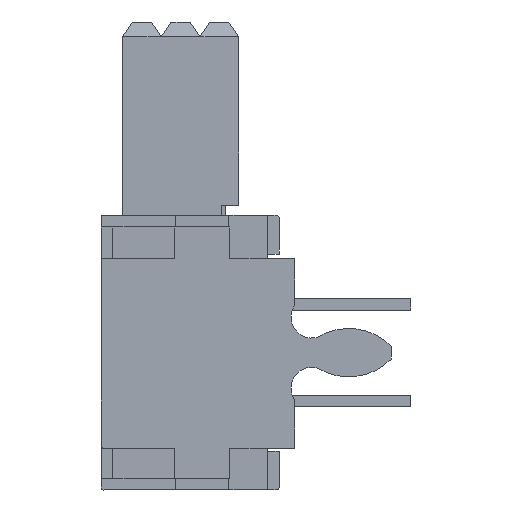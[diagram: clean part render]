
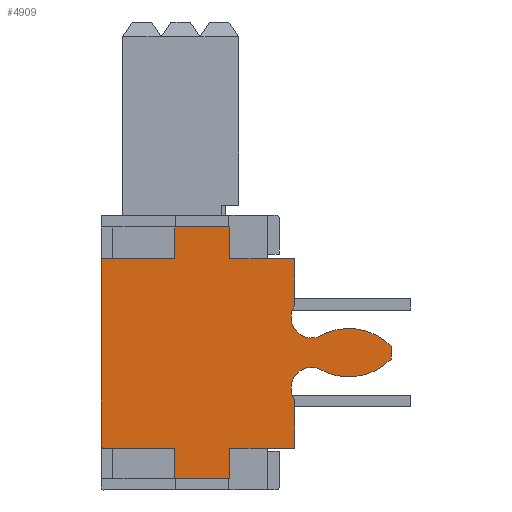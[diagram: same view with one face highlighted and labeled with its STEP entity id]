
A CAD part, left-side view. The second image highlights one B-rep face of the part: STEP entity #4909.
In plain terms, the highlighted face is planar.
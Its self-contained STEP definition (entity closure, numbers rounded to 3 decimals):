
#57=CIRCLE('',#5187,0.538);
#58=CIRCLE('',#5189,0.538);
#59=CIRCLE('',#5191,1.556);
#60=CIRCLE('',#5192,1.556);
#61=CIRCLE('',#5193,0.05);
#62=CIRCLE('',#5194,0.05);
#233=FACE_OUTER_BOUND('',#501,.T.);
#501=EDGE_LOOP('',(#3807,#3808,#3809,#3810,#3811,#3812,#3813,#3814,#3815,
#3816,#3817,#3818,#3819,#3820,#3821,#3822,#3823,#3824,#3825,#3826,#3827,
#3828));
#738=LINE('',#6836,#1406);
#841=LINE('',#7051,#1509);
#1051=LINE('',#7490,#1719);
#1052=LINE('',#7494,#1720);
#1053=LINE('',#7497,#1721);
#1054=LINE('',#7499,#1722);
#1055=LINE('',#7501,#1723);
#1056=LINE('',#7503,#1724);
#1057=LINE('',#7505,#1725);
#1058=LINE('',#7507,#1726);
#1059=LINE('',#7509,#1727);
#1060=LINE('',#7514,#1728);
#1061=LINE('',#7516,#1729);
#1062=LINE('',#7518,#1730);
#1063=LINE('',#7520,#1731);
#1064=LINE('',#7521,#1732);
#1406=VECTOR('',#5550,1000.);
#1509=VECTOR('',#5675,1000.);
#1719=VECTOR('',#6069,1000.);
#1720=VECTOR('',#6072,1000.);
#1721=VECTOR('',#6075,1000.);
#1722=VECTOR('',#6076,1000.);
#1723=VECTOR('',#6077,1000.);
#1724=VECTOR('',#6078,1000.);
#1725=VECTOR('',#6079,1000.);
#1726=VECTOR('',#6080,1000.);
#1727=VECTOR('',#6081,1000.);
#1728=VECTOR('',#6086,1000.);
#1729=VECTOR('',#6087,1000.);
#1730=VECTOR('',#6088,1000.);
#1731=VECTOR('',#6089,1000.);
#1732=VECTOR('',#6090,1000.);
#2029=VERTEX_POINT('',#6833);
#2030=VERTEX_POINT('',#6835);
#2129=VERTEX_POINT('',#7047);
#2131=VERTEX_POINT('',#7050);
#2265=VERTEX_POINT('',#7478);
#2266=VERTEX_POINT('',#7479);
#2267=VERTEX_POINT('',#7484);
#2268=VERTEX_POINT('',#7485);
#2269=VERTEX_POINT('',#7491);
#2270=VERTEX_POINT('',#7493);
#2271=VERTEX_POINT('',#7496);
#2272=VERTEX_POINT('',#7498);
#2273=VERTEX_POINT('',#7500);
#2274=VERTEX_POINT('',#7502);
#2275=VERTEX_POINT('',#7504);
#2276=VERTEX_POINT('',#7506);
#2277=VERTEX_POINT('',#7508);
#2278=VERTEX_POINT('',#7511);
#2279=VERTEX_POINT('',#7513);
#2280=VERTEX_POINT('',#7515);
#2281=VERTEX_POINT('',#7517);
#2282=VERTEX_POINT('',#7519);
#2524=EDGE_CURVE('',#2029,#2030,#738,.T.);
#2631=EDGE_CURVE('',#2129,#2131,#841,.T.);
#2837=EDGE_CURVE('',#2265,#2266,#57,.T.);
#2840=EDGE_CURVE('',#2267,#2268,#58,.T.);
#2843=EDGE_CURVE('',#2266,#2029,#1051,.T.);
#2844=EDGE_CURVE('',#2269,#2265,#59,.T.);
#2845=EDGE_CURVE('',#2270,#2269,#1052,.T.);
#2846=EDGE_CURVE('',#2268,#2270,#60,.T.);
#2847=EDGE_CURVE('',#2271,#2267,#1053,.T.);
#2848=EDGE_CURVE('',#2272,#2271,#1054,.T.);
#2849=EDGE_CURVE('',#2273,#2272,#1055,.T.);
#2850=EDGE_CURVE('',#2274,#2273,#1056,.T.);
#2851=EDGE_CURVE('',#2275,#2274,#1057,.T.);
#2852=EDGE_CURVE('',#2276,#2275,#1058,.T.);
#2853=EDGE_CURVE('',#2277,#2276,#1059,.T.);
#2854=EDGE_CURVE('',#2131,#2277,#61,.T.);
#2855=EDGE_CURVE('',#2278,#2129,#62,.T.);
#2856=EDGE_CURVE('',#2279,#2278,#1060,.T.);
#2857=EDGE_CURVE('',#2280,#2279,#1061,.T.);
#2858=EDGE_CURVE('',#2281,#2280,#1062,.T.);
#2859=EDGE_CURVE('',#2282,#2281,#1063,.T.);
#2860=EDGE_CURVE('',#2030,#2282,#1064,.T.);
#3807=ORIENTED_EDGE('',*,*,#2524,.F.);
#3808=ORIENTED_EDGE('',*,*,#2843,.F.);
#3809=ORIENTED_EDGE('',*,*,#2837,.F.);
#3810=ORIENTED_EDGE('',*,*,#2844,.F.);
#3811=ORIENTED_EDGE('',*,*,#2845,.F.);
#3812=ORIENTED_EDGE('',*,*,#2846,.F.);
#3813=ORIENTED_EDGE('',*,*,#2840,.F.);
#3814=ORIENTED_EDGE('',*,*,#2847,.F.);
#3815=ORIENTED_EDGE('',*,*,#2848,.F.);
#3816=ORIENTED_EDGE('',*,*,#2849,.F.);
#3817=ORIENTED_EDGE('',*,*,#2850,.F.);
#3818=ORIENTED_EDGE('',*,*,#2851,.F.);
#3819=ORIENTED_EDGE('',*,*,#2852,.F.);
#3820=ORIENTED_EDGE('',*,*,#2853,.F.);
#3821=ORIENTED_EDGE('',*,*,#2854,.F.);
#3822=ORIENTED_EDGE('',*,*,#2631,.F.);
#3823=ORIENTED_EDGE('',*,*,#2855,.F.);
#3824=ORIENTED_EDGE('',*,*,#2856,.F.);
#3825=ORIENTED_EDGE('',*,*,#2857,.F.);
#3826=ORIENTED_EDGE('',*,*,#2858,.F.);
#3827=ORIENTED_EDGE('',*,*,#2859,.F.);
#3828=ORIENTED_EDGE('',*,*,#2860,.F.);
#4665=PLANE('',#5190);
#4909=ADVANCED_FACE('',(#233),#4665,.F.);
#5187=AXIS2_PLACEMENT_3D('',#7480,#6057,#6058);
#5189=AXIS2_PLACEMENT_3D('',#7486,#6063,#6064);
#5190=AXIS2_PLACEMENT_3D('',#7489,#6067,#6068);
#5191=AXIS2_PLACEMENT_3D('',#7492,#6070,#6071);
#5192=AXIS2_PLACEMENT_3D('',#7495,#6073,#6074);
#5193=AXIS2_PLACEMENT_3D('',#7510,#6082,#6083);
#5194=AXIS2_PLACEMENT_3D('',#7512,#6084,#6085);
#5550=DIRECTION('',(-1.,0.,0.));
#5675=DIRECTION('',(1.,0.,0.));
#6057=DIRECTION('center_axis',(0.,1.,0.));
#6058=DIRECTION('ref_axis',(0.,0.,
-1.));
#6063=DIRECTION('center_axis',(0.,1.,0.));
#6064=DIRECTION('ref_axis',(0.,0.,
-1.));
#6067=DIRECTION('center_axis',(0.,-1.,0.));
#6068=DIRECTION('ref_axis',(0.,0.,-1.));
#6069=DIRECTION('',(-0.839,0.,0.543));
#6070=DIRECTION('center_axis',(0.,-1.,0.));
#6071=DIRECTION('ref_axis',(0.,0.,-1.));
#6072=DIRECTION('',(-1.,0.,0.));
#6073=DIRECTION('center_axis',(0.,-1.,0.));
#6074=DIRECTION('ref_axis',(0.,0.,-1.));
#6075=DIRECTION('',(-0.839,0.,-0.543));
#6076=DIRECTION('',(-1.,0.,0.));
#6077=DIRECTION('',(0.,0.,1.));
#6078=DIRECTION('',(-1.,0.,0.));
#6079=DIRECTION('',(0.,0.,1.));
#6080=DIRECTION('',(1.,0.,0.));
#6081=DIRECTION('',(0.,0.,1.));
#6082=DIRECTION('center_axis',(0.,-1.,0.));
#6083=DIRECTION('ref_axis',(0.,0.,-1.));
#6084=DIRECTION('center_axis',(0.,-1.,0.));
#6085=DIRECTION('ref_axis',(0.,0.,-1.));
#6086=DIRECTION('',(0.,0.,-1.));
#6087=DIRECTION('',(1.,0.,0.));
#6088=DIRECTION('',(0.,0.,-1.));
#6089=DIRECTION('',(-1.,0.,0.));
#6090=DIRECTION('',(0.,0.,-1.));
#6833=CARTESIAN_POINT('',(10.145,-1.918,6.134));
#6835=CARTESIAN_POINT('',(8.898,-1.918,6.134));
#6836=CARTESIAN_POINT('',(14.334,-1.918,6.134));
#7047=CARTESIAN_POINT('',(8.948,-1.918,1.134));
#7050=CARTESIAN_POINT('',(13.748,-1.918,1.134));
#7051=CARTESIAN_POINT('',(8.119,-1.918,1.134));
#7478=CARTESIAN_POINT('',(10.967,-1.918,6.719));
#7479=CARTESIAN_POINT('',(10.155,-1.918,6.127));
#7480=CARTESIAN_POINT('Origin',(10.448,-1.918,6.579));
#7484=CARTESIAN_POINT('',(12.573,-1.918,6.127));
#7485=CARTESIAN_POINT('',(11.761,-1.918,6.719));
#7486=CARTESIAN_POINT('Origin',(12.28,-1.918,6.579));
#7489=CARTESIAN_POINT('Origin',(14.334,-1.918,9.009));
#7490=CARTESIAN_POINT('',(10.155,-1.918,6.127));
#7491=CARTESIAN_POINT('',(11.198,-1.918,8.634));
#7492=CARTESIAN_POINT('Origin',(12.296,-1.918,7.531));
#7493=CARTESIAN_POINT('',(11.531,-1.918,8.634));
#7494=CARTESIAN_POINT('',(14.334,-1.918,8.634));
#7495=CARTESIAN_POINT('Origin',(10.433,-1.918,7.531));
#7496=CARTESIAN_POINT('',(12.584,-1.918,6.134));
#7497=CARTESIAN_POINT('',(12.584,-1.918,6.134));
#7498=CARTESIAN_POINT('',(13.798,-1.918,6.134));
#7499=CARTESIAN_POINT('',(14.884,-1.918,6.134));
#7500=CARTESIAN_POINT('',(13.798,-1.918,4.454));
#7501=CARTESIAN_POINT('',(13.798,-1.918,9.009));
#7502=CARTESIAN_POINT('',(14.614,-1.918,4.454));
#7503=CARTESIAN_POINT('',(14.884,-1.918,4.454));
#7504=CARTESIAN_POINT('',(14.614,-1.918,3.034));
#7505=CARTESIAN_POINT('',(14.614,-1.918,9.009));
#7506=CARTESIAN_POINT('',(13.798,-1.918,3.034));
#7507=CARTESIAN_POINT('',(14.884,-1.918,3.034));
#7508=CARTESIAN_POINT('',(13.798,-1.918,1.184));
#7509=CARTESIAN_POINT('',(13.798,-1.918,9.009));
#7510=CARTESIAN_POINT('Origin',(13.748,-1.918,1.184));
#7511=CARTESIAN_POINT('',(8.898,-1.918,1.184));
#7512=CARTESIAN_POINT('Origin',(8.948,-1.918,1.184));
#7513=CARTESIAN_POINT('',(8.898,-1.918,3.034));
#7514=CARTESIAN_POINT('',(8.898,-1.918,9.009));
#7515=CARTESIAN_POINT('',(8.114,-1.918,3.034));
#7516=CARTESIAN_POINT('',(13.784,-1.918,3.034));
#7517=CARTESIAN_POINT('',(8.114,-1.918,4.454));
#7518=CARTESIAN_POINT('',(8.114,-1.918,9.009));
#7519=CARTESIAN_POINT('',(8.898,-1.918,4.454));
#7520=CARTESIAN_POINT('',(13.784,-1.918,4.454));
#7521=CARTESIAN_POINT('',(8.898,-1.918,9.009));
